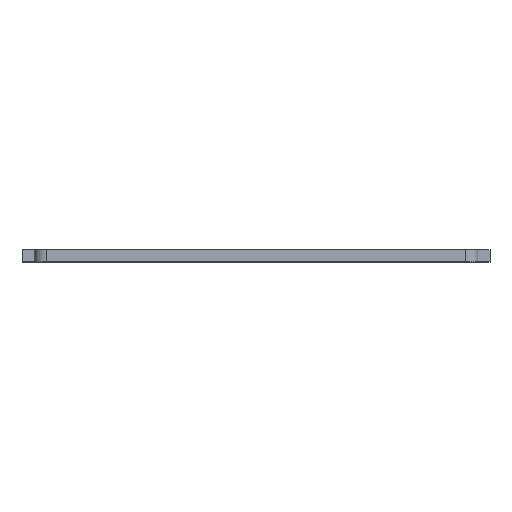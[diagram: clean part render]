
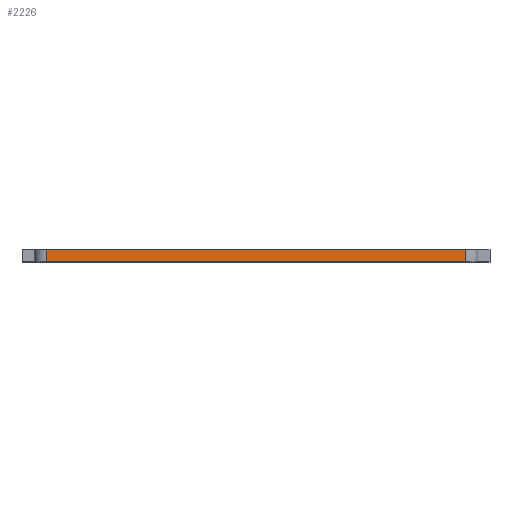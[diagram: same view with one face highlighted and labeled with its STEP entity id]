
A CAD part, top view. The second image highlights one B-rep face of the part: STEP entity #2226.
In plain terms, the highlighted planar face has unit normal (0, 0, 1).
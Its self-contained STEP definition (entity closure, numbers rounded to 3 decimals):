
#54 = EDGE_CURVE ( 'NONE', #1412, #560, #63, .T. ) ;
#63 = LINE ( 'NONE', #1611, #1842 ) ;
#432 = VECTOR ( 'NONE', #2227, 1000. ) ;
#560 = VERTEX_POINT ( 'NONE', #2045 ) ;
#635 = CARTESIAN_POINT ( 'NONE',  ( 0., 0., 0. ) ) ;
#755 = LINE ( 'NONE', #1900, #1821 ) ;
#765 = CARTESIAN_POINT ( 'NONE',  ( 3., 0., 0. ) ) ;
#817 = VERTEX_POINT ( 'NONE', #1384 ) ;
#868 = PLANE ( 'NONE',  #1296 ) ;
#945 = DIRECTION ( 'NONE',  ( 0., -1., 0. ) ) ;
#960 = EDGE_LOOP ( 'NONE', ( #1255, #2358, #2058, #1740 ) ) ;
#1054 = DIRECTION ( 'NONE',  ( 1., 0., 0. ) ) ;
#1130 = CARTESIAN_POINT ( 'NONE',  ( 107., 3., 0. ) ) ;
#1150 = DIRECTION ( 'NONE',  ( 1., 0., 0. ) ) ;
#1201 = CARTESIAN_POINT ( 'NONE',  ( 3., 3., 0. ) ) ;
#1255 = ORIENTED_EDGE ( 'NONE', *, *, #54, .F. ) ;
#1296 = AXIS2_PLACEMENT_3D ( 'NONE', #1428, #2200, #1832 ) ;
#1349 = LINE ( 'NONE', #635, #1944 ) ;
#1384 = CARTESIAN_POINT ( 'NONE',  ( 107., 0., 0. ) ) ;
#1412 = VERTEX_POINT ( 'NONE', #1201 ) ;
#1428 = CARTESIAN_POINT ( 'NONE',  ( 0., 3., 0. ) ) ;
#1503 = LINE ( 'NONE', #1130, #432 ) ;
#1504 = EDGE_CURVE ( 'NONE', #817, #560, #1503, .T. ) ;
#1611 = CARTESIAN_POINT ( 'NONE',  ( 0., 3., 0. ) ) ;
#1620 = FACE_OUTER_BOUND ( 'NONE', #960, .T. ) ;
#1740 = ORIENTED_EDGE ( 'NONE', *, *, #1504, .T. ) ;
#1821 = VECTOR ( 'NONE', #945, 1000. ) ;
#1832 = DIRECTION ( 'NONE',  ( -1., 0., 0. ) ) ;
#1842 = VECTOR ( 'NONE', #1054, 1000. ) ;
#1900 = CARTESIAN_POINT ( 'NONE',  ( 3., 0., 0. ) ) ;
#1928 = EDGE_CURVE ( 'NONE', #1412, #2410, #755, .T. ) ;
#1944 = VECTOR ( 'NONE', #1150, 1000. ) ;
#2011 = EDGE_CURVE ( 'NONE', #2410, #817, #1349, .T. ) ;
#2045 = CARTESIAN_POINT ( 'NONE',  ( 107., 3., 0. ) ) ;
#2058 = ORIENTED_EDGE ( 'NONE', *, *, #2011, .T. ) ;
#2200 = DIRECTION ( 'NONE',  ( 0., 0., -1. ) ) ;
#2226 = ADVANCED_FACE ( 'NONE', ( #1620 ), #868, .F. ) ;
#2227 = DIRECTION ( 'NONE',  ( 0., 1., 0. ) ) ;
#2358 = ORIENTED_EDGE ( 'NONE', *, *, #1928, .T. ) ;
#2410 = VERTEX_POINT ( 'NONE', #765 ) ;
